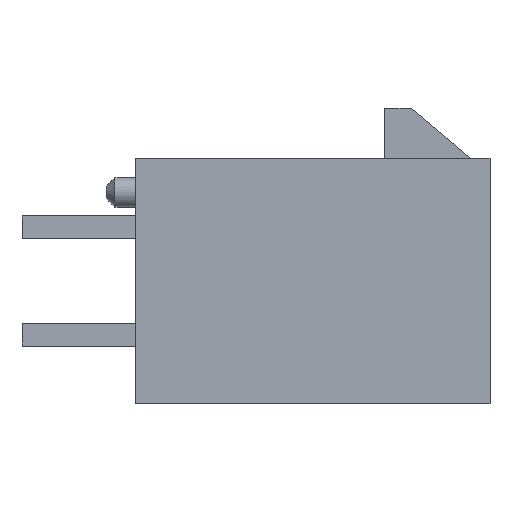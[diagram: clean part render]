
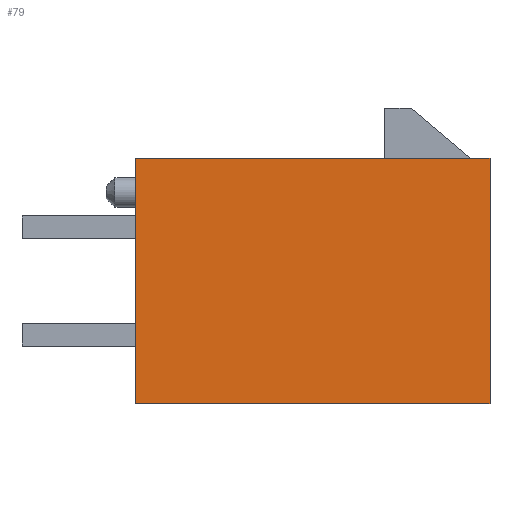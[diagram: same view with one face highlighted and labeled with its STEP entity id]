
A CAD part, left-side view. The second image highlights one B-rep face of the part: STEP entity #79.
In plain terms, the highlighted planar face has unit normal (-1, 0, 0).
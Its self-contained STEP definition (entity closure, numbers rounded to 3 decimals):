
#39=FACE_OUTER_BOUND('',#183,.T.);
#79=ADVANCED_FACE('',(#39),#124,.F.);
#124=PLANE('',#827);
#183=EDGE_LOOP('',(#249,#250,#251,#252));
#249=ORIENTED_EDGE('',*,*,#530,.T.);
#250=ORIENTED_EDGE('',*,*,#531,.F.);
#251=ORIENTED_EDGE('',*,*,#526,.F.);
#252=ORIENTED_EDGE('',*,*,#532,.T.);
#455=VERTEX_POINT('',#1096);
#456=VERTEX_POINT('',#1097);
#459=VERTEX_POINT('',#1105);
#460=VERTEX_POINT('',#1106);
#526=EDGE_CURVE('',#455,#456,#631,.T.);
#530=EDGE_CURVE('',#459,#460,#635,.T.);
#531=EDGE_CURVE('',#456,#460,#636,.T.);
#532=EDGE_CURVE('',#455,#459,#637,.T.);
#631=LINE('',#1095,#733);
#635=LINE('',#1104,#737);
#636=LINE('',#1107,#738);
#637=LINE('',#1108,#739);
#733=VECTOR('',#886,1.);
#737=VECTOR('',#892,1.);
#738=VECTOR('',#893,1.);
#739=VECTOR('',#894,1.);
#827=AXIS2_PLACEMENT_3D('',#1109,#895,#896);
#886=DIRECTION('',(0.,0.,-1.));
#892=DIRECTION('',(0.,0.,-1.));
#893=DIRECTION('',(0.,1.,0.));
#894=DIRECTION('',(0.,1.,0.));
#895=DIRECTION('',(1.,0.,0.));
#896=DIRECTION('',(0.,0.,-1.));
#1095=CARTESIAN_POINT('',(-1.925,-4.955,3.43));
#1096=CARTESIAN_POINT('',(-1.925,-4.955,3.43));
#1097=CARTESIAN_POINT('',(-1.925,-4.955,-3.43));
#1104=CARTESIAN_POINT('',(-1.925,4.955,3.43));
#1105=CARTESIAN_POINT('',(-1.925,4.955,3.43));
#1106=CARTESIAN_POINT('',(-1.925,4.955,-3.43));
#1107=CARTESIAN_POINT('',(-1.925,-4.955,-3.43));
#1108=CARTESIAN_POINT('',(-1.925,-4.955,3.43));
#1109=CARTESIAN_POINT('',(-1.925,-4.955,3.43));
